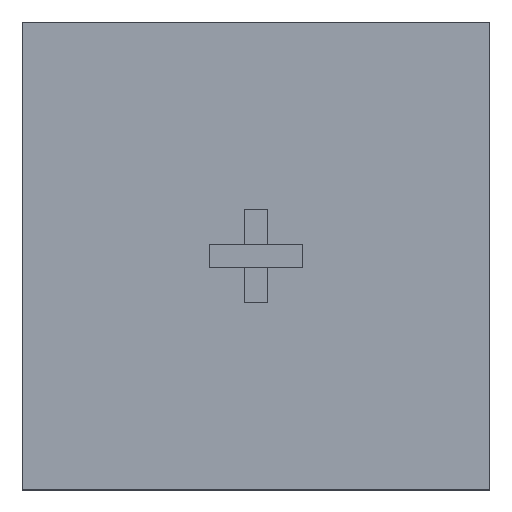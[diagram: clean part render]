
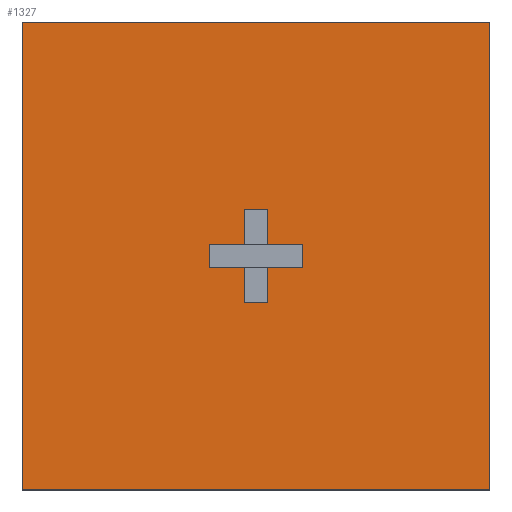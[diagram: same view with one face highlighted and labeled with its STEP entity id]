
A CAD part, top view. The second image highlights one B-rep face of the part: STEP entity #1327.
In plain terms, the highlighted planar face has unit normal (0, 0, 1).
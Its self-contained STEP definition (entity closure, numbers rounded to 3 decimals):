
#1013 = VERTEX_POINT('',#1014);
#1014 = CARTESIAN_POINT('',(-50.,-50.,5.));
#1021 = PLANE('',#1022);
#1022 = AXIS2_PLACEMENT_3D('',#1023,#1024,#1025);
#1023 = CARTESIAN_POINT('',(-50.,-50.,-5.));
#1024 = DIRECTION('',(1.,0.,-0.));
#1025 = DIRECTION('',(0.,0.,1.));
#1033 = PLANE('',#1034);
#1034 = AXIS2_PLACEMENT_3D('',#1035,#1036,#1037);
#1035 = CARTESIAN_POINT('',(-50.,-50.,-5.));
#1036 = DIRECTION('',(-0.,1.,0.));
#1037 = DIRECTION('',(0.,0.,1.));
#1074 = VERTEX_POINT('',#1075);
#1075 = CARTESIAN_POINT('',(-50.,50.,5.));
#1089 = PLANE('',#1090);
#1090 = AXIS2_PLACEMENT_3D('',#1091,#1092,#1093);
#1091 = CARTESIAN_POINT('',(-50.,50.,-5.));
#1092 = DIRECTION('',(-0.,1.,0.));
#1093 = DIRECTION('',(0.,0.,1.));
#1101 = EDGE_CURVE('',#1013,#1074,#1102,.T.);
#1102 = SURFACE_CURVE('',#1103,(#1107,#1114),.PCURVE_S1.);
#1103 = LINE('',#1104,#1105);
#1104 = CARTESIAN_POINT('',(-50.,-50.,5.));
#1105 = VECTOR('',#1106,1.);
#1106 = DIRECTION('',(-0.,1.,0.));
#1107 = PCURVE('',#1021,#1108);
#1108 = DEFINITIONAL_REPRESENTATION('',(#1109),#1113);
#1109 = LINE('',#1110,#1111);
#1110 = CARTESIAN_POINT('',(10.,0.));
#1111 = VECTOR('',#1112,1.);
#1112 = DIRECTION('',(0.,-1.));
#1113 = ( GEOMETRIC_REPRESENTATION_CONTEXT(2) 
PARAMETRIC_REPRESENTATION_CONTEXT() REPRESENTATION_CONTEXT('2D SPACE',''
  ) );
#1114 = PCURVE('',#1115,#1120);
#1115 = PLANE('',#1116);
#1116 = AXIS2_PLACEMENT_3D('',#1117,#1118,#1119);
#1117 = CARTESIAN_POINT('',(-50.,-50.,5.));
#1118 = DIRECTION('',(0.,0.,1.));
#1119 = DIRECTION('',(1.,0.,-0.));
#1120 = DEFINITIONAL_REPRESENTATION('',(#1121),#1125);
#1121 = LINE('',#1122,#1123);
#1122 = CARTESIAN_POINT('',(0.,0.));
#1123 = VECTOR('',#1124,1.);
#1124 = DIRECTION('',(0.,1.));
#1125 = ( GEOMETRIC_REPRESENTATION_CONTEXT(2) 
PARAMETRIC_REPRESENTATION_CONTEXT() REPRESENTATION_CONTEXT('2D SPACE',''
  ) );
#1154 = EDGE_CURVE('',#1013,#1155,#1157,.T.);
#1155 = VERTEX_POINT('',#1156);
#1156 = CARTESIAN_POINT('',(50.,-50.,5.));
#1157 = SURFACE_CURVE('',#1158,(#1162,#1169),.PCURVE_S1.);
#1158 = LINE('',#1159,#1160);
#1159 = CARTESIAN_POINT('',(-50.,-50.,5.));
#1160 = VECTOR('',#1161,1.);
#1161 = DIRECTION('',(1.,0.,-0.));
#1162 = PCURVE('',#1033,#1163);
#1163 = DEFINITIONAL_REPRESENTATION('',(#1164),#1168);
#1164 = LINE('',#1165,#1166);
#1165 = CARTESIAN_POINT('',(10.,0.));
#1166 = VECTOR('',#1167,1.);
#1167 = DIRECTION('',(0.,1.));
#1168 = ( GEOMETRIC_REPRESENTATION_CONTEXT(2) 
PARAMETRIC_REPRESENTATION_CONTEXT() REPRESENTATION_CONTEXT('2D SPACE',''
  ) );
#1169 = PCURVE('',#1115,#1170);
#1170 = DEFINITIONAL_REPRESENTATION('',(#1171),#1175);
#1171 = LINE('',#1172,#1173);
#1172 = CARTESIAN_POINT('',(0.,0.));
#1173 = VECTOR('',#1174,1.);
#1174 = DIRECTION('',(1.,0.));
#1175 = ( GEOMETRIC_REPRESENTATION_CONTEXT(2) 
PARAMETRIC_REPRESENTATION_CONTEXT() REPRESENTATION_CONTEXT('2D SPACE',''
  ) );
#1191 = PLANE('',#1192);
#1192 = AXIS2_PLACEMENT_3D('',#1193,#1194,#1195);
#1193 = CARTESIAN_POINT('',(50.,-50.,-5.));
#1194 = DIRECTION('',(1.,0.,-0.));
#1195 = DIRECTION('',(0.,0.,1.));
#1231 = VERTEX_POINT('',#1232);
#1232 = CARTESIAN_POINT('',(50.,50.,5.));
#1253 = EDGE_CURVE('',#1155,#1231,#1254,.T.);
#1254 = SURFACE_CURVE('',#1255,(#1259,#1266),.PCURVE_S1.);
#1255 = LINE('',#1256,#1257);
#1256 = CARTESIAN_POINT('',(50.,-50.,5.));
#1257 = VECTOR('',#1258,1.);
#1258 = DIRECTION('',(-0.,1.,0.));
#1259 = PCURVE('',#1191,#1260);
#1260 = DEFINITIONAL_REPRESENTATION('',(#1261),#1265);
#1261 = LINE('',#1262,#1263);
#1262 = CARTESIAN_POINT('',(10.,0.));
#1263 = VECTOR('',#1264,1.);
#1264 = DIRECTION('',(0.,-1.));
#1265 = ( GEOMETRIC_REPRESENTATION_CONTEXT(2) 
PARAMETRIC_REPRESENTATION_CONTEXT() REPRESENTATION_CONTEXT('2D SPACE',''
  ) );
#1266 = PCURVE('',#1115,#1267);
#1267 = DEFINITIONAL_REPRESENTATION('',(#1268),#1272);
#1268 = LINE('',#1269,#1270);
#1269 = CARTESIAN_POINT('',(100.,0.));
#1270 = VECTOR('',#1271,1.);
#1271 = DIRECTION('',(0.,1.));
#1272 = ( GEOMETRIC_REPRESENTATION_CONTEXT(2) 
PARAMETRIC_REPRESENTATION_CONTEXT() REPRESENTATION_CONTEXT('2D SPACE',''
  ) );
#1299 = EDGE_CURVE('',#1074,#1231,#1300,.T.);
#1300 = SURFACE_CURVE('',#1301,(#1305,#1312),.PCURVE_S1.);
#1301 = LINE('',#1302,#1303);
#1302 = CARTESIAN_POINT('',(-50.,50.,5.));
#1303 = VECTOR('',#1304,1.);
#1304 = DIRECTION('',(1.,0.,-0.));
#1305 = PCURVE('',#1089,#1306);
#1306 = DEFINITIONAL_REPRESENTATION('',(#1307),#1311);
#1307 = LINE('',#1308,#1309);
#1308 = CARTESIAN_POINT('',(10.,0.));
#1309 = VECTOR('',#1310,1.);
#1310 = DIRECTION('',(0.,1.));
#1311 = ( GEOMETRIC_REPRESENTATION_CONTEXT(2) 
PARAMETRIC_REPRESENTATION_CONTEXT() REPRESENTATION_CONTEXT('2D SPACE',''
  ) );
#1312 = PCURVE('',#1115,#1313);
#1313 = DEFINITIONAL_REPRESENTATION('',(#1314),#1318);
#1314 = LINE('',#1315,#1316);
#1315 = CARTESIAN_POINT('',(0.,100.));
#1316 = VECTOR('',#1317,1.);
#1317 = DIRECTION('',(1.,0.));
#1318 = ( GEOMETRIC_REPRESENTATION_CONTEXT(2) 
PARAMETRIC_REPRESENTATION_CONTEXT() REPRESENTATION_CONTEXT('2D SPACE',''
  ) );
#1327 = ADVANCED_FACE('',(#1328),#1115,.T.);
#1328 = FACE_BOUND('',#1329,.T.);
#1329 = EDGE_LOOP('',(#1330,#1331,#1332,#1333));
#1330 = ORIENTED_EDGE('',*,*,#1101,.F.);
#1331 = ORIENTED_EDGE('',*,*,#1154,.T.);
#1332 = ORIENTED_EDGE('',*,*,#1253,.T.);
#1333 = ORIENTED_EDGE('',*,*,#1299,.F.);
